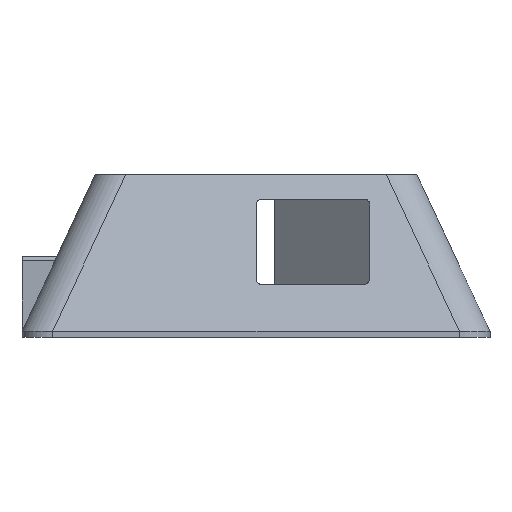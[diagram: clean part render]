
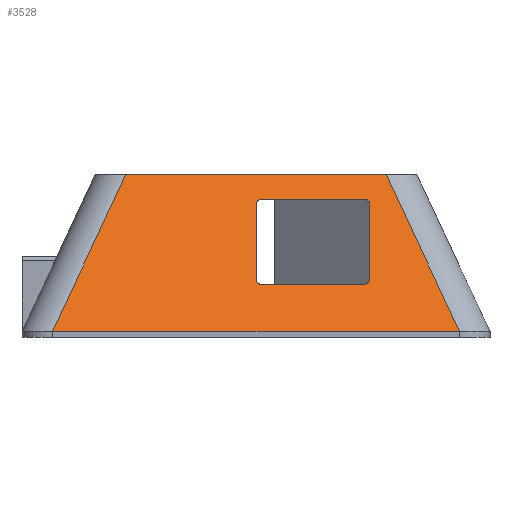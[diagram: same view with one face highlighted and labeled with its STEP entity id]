
A CAD part, left-side view. The second image highlights one B-rep face of the part: STEP entity #3528.
In plain terms, the highlighted free-form (B-spline) face has degree [1, 1] with [2, 2] control points.
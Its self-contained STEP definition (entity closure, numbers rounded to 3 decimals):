
#2124 = VERTEX_POINT('',#2125);
#2125 = CARTESIAN_POINT('',(-98.5,-50.,1.5));
#2132 = EDGE_CURVE('',#2124,#2133,#2135,.T.);
#2133 = VERTEX_POINT('',#2134);
#2134 = CARTESIAN_POINT('',(-98.5,50.,1.5));
#2135 = LINE('',#2136,#2137);
#2136 = CARTESIAN_POINT('',(-98.5,-50.,1.5));
#2137 = VECTOR('',#2138,1.);
#2138 = DIRECTION('',(0.,1.,0.));
#2500 = VERTEX_POINT('',#2501);
#2501 = CARTESIAN_POINT('',(-73.5,32.,40.));
#2508 = EDGE_CURVE('',#2133,#2500,#2509,.T.);
#2509 = B_SPLINE_CURVE_WITH_KNOTS('',1,(#2510,#2511),.UNSPECIFIED.,.F.,
  .F.,(2,2),(0.,1.),.PIECEWISE_BEZIER_KNOTS.);
#2510 = CARTESIAN_POINT('',(-98.5,50.,1.5));
#2511 = CARTESIAN_POINT('',(-73.5,32.,40.));
#2574 = VERTEX_POINT('',#2575);
#2575 = CARTESIAN_POINT('',(-73.5,-32.,40.));
#2584 = EDGE_CURVE('',#2574,#2500,#2585,.T.);
#2585 = LINE('',#2586,#2587);
#2586 = CARTESIAN_POINT('',(-73.5,-32.,40.));
#2587 = VECTOR('',#2588,1.);
#2588 = DIRECTION('',(0.,1.,0.));
#3503 = EDGE_CURVE('',#2124,#2574,#3504,.T.);
#3504 = B_SPLINE_CURVE_WITH_KNOTS('',1,(#3505,#3506),.UNSPECIFIED.,.F.,
  .F.,(2,2),(0.,1.),.PIECEWISE_BEZIER_KNOTS.);
#3505 = CARTESIAN_POINT('',(-98.5,-50.,1.5));
#3506 = CARTESIAN_POINT('',(-73.5,-32.,40.));
#3528 = ADVANCED_FACE('',(#3529,#3535),#3663,.F.);
#3529 = FACE_BOUND('',#3530,.F.);
#3530 = EDGE_LOOP('',(#3531,#3532,#3533,#3534));
#3531 = ORIENTED_EDGE('',*,*,#2132,.T.);
#3532 = ORIENTED_EDGE('',*,*,#2508,.T.);
#3533 = ORIENTED_EDGE('',*,*,#2584,.F.);
#3534 = ORIENTED_EDGE('',*,*,#3503,.F.);
#3535 = FACE_BOUND('',#3536,.F.);
#3536 = EDGE_LOOP('',(#3537,#3546,#3567,#3574,#3595,#3602,#3623,#3638,
    #3652));
#3537 = ORIENTED_EDGE('',*,*,#3538,.F.);
#3538 = EDGE_CURVE('',#3539,#3541,#3543,.T.);
#3539 = VERTEX_POINT('',#3540);
#3540 = CARTESIAN_POINT('',(-77.396,-1.5,34.));
#3541 = VERTEX_POINT('',#3542);
#3542 = CARTESIAN_POINT('',(-77.396,-26.5,34.));
#3543 = B_SPLINE_CURVE_WITH_KNOTS('',1,(#3544,#3545),.UNSPECIFIED.,.F.,
  .F.,(2,2),(0.,1.),.PIECEWISE_BEZIER_KNOTS.);
#3544 = CARTESIAN_POINT('',(-77.396,-1.5,34.));
#3545 = CARTESIAN_POINT('',(-77.396,-26.5,34.));
#3546 = ORIENTED_EDGE('',*,*,#3547,.T.);
#3547 = EDGE_CURVE('',#3539,#3548,#3550,.T.);
#3548 = VERTEX_POINT('',#3549);
#3549 = CARTESIAN_POINT('',(-78.37,0.,32.5));
#3550 = B_SPLINE_CURVE_WITH_KNOTS('',8,(#3551,#3552,#3553,#3554,#3555,
    #3556,#3557,#3558,#3559,#3560,#3561,#3562,#3563,#3564,#3565,#3566),
  .UNSPECIFIED.,.F.,.F.,(9,7,9),(0.,0.735,1.),.UNSPECIFIED.);
#3551 = CARTESIAN_POINT('',(-77.396,-1.5,34.));
#3552 = CARTESIAN_POINT('',(-77.396,-1.304,34.));
#3553 = CARTESIAN_POINT('',(-77.415,-1.109,
    33.971));
#3554 = CARTESIAN_POINT('',(-77.453,-0.916,
    33.913));
#3555 = CARTESIAN_POINT('',(-77.51,-0.73,
    33.824));
#3556 = CARTESIAN_POINT('',(-77.587,-0.554,
    33.706));
#3557 = CARTESIAN_POINT('',(-77.685,-0.395,
    33.555));
#3558 = CARTESIAN_POINT('',(-77.802,-0.26,
    33.375));
#3559 = CARTESIAN_POINT('',(-77.986,-0.119,
    33.092));
#3560 = CARTESIAN_POINT('',(-78.037,-0.086,
    33.014));
#3561 = CARTESIAN_POINT('',(-78.089,-0.058,
    32.932));
#3562 = CARTESIAN_POINT('',(-78.144,-0.035,
    32.849));
#3563 = CARTESIAN_POINT('',(-78.199,-0.018,
    32.763));
#3564 = CARTESIAN_POINT('',(-78.256,-0.006,
    32.676));
#3565 = CARTESIAN_POINT('',(-78.313,0.,32.588));
#3566 = CARTESIAN_POINT('',(-78.37,0.,32.5));
#3567 = ORIENTED_EDGE('',*,*,#3568,.F.);
#3568 = EDGE_CURVE('',#3569,#3548,#3571,.T.);
#3569 = VERTEX_POINT('',#3570);
#3570 = CARTESIAN_POINT('',(-90.058,0.,14.5)
  );
#3571 = B_SPLINE_CURVE_WITH_KNOTS('',1,(#3572,#3573),.UNSPECIFIED.,.F.,
  .F.,(2,2),(0.,1.),.PIECEWISE_BEZIER_KNOTS.);
#3572 = CARTESIAN_POINT('',(-90.058,0.,
    14.5));
#3573 = CARTESIAN_POINT('',(-78.37,0.,32.5));
#3574 = ORIENTED_EDGE('',*,*,#3575,.T.);
#3575 = EDGE_CURVE('',#3569,#3576,#3578,.T.);
#3576 = VERTEX_POINT('',#3577);
#3577 = CARTESIAN_POINT('',(-91.032,-1.5,13.));
#3578 = B_SPLINE_CURVE_WITH_KNOTS('',8,(#3579,#3580,#3581,#3582,#3583,
    #3584,#3585,#3586,#3587,#3588,#3589,#3590,#3591,#3592,#3593,#3594),
  .UNSPECIFIED.,.F.,.F.,(9,7,9),(0.,0.269,1.),.UNSPECIFIED.);
#3579 = CARTESIAN_POINT('',(-90.058,0.,
    14.5));
#3580 = CARTESIAN_POINT('',(-90.112,0.,
    14.417));
#3581 = CARTESIAN_POINT('',(-90.166,-0.005,
    14.335));
#3582 = CARTESIAN_POINT('',(-90.219,-0.016,
    14.252));
#3583 = CARTESIAN_POINT('',(-90.272,-0.031,
    14.171));
#3584 = CARTESIAN_POINT('',(-90.324,-0.052,
    14.091));
#3585 = CARTESIAN_POINT('',(-90.375,-0.077,
    14.013));
#3586 = CARTESIAN_POINT('',(-90.424,-0.107,
    13.937));
#3587 = CARTESIAN_POINT('',(-90.602,-0.236,
    13.663));
#3588 = CARTESIAN_POINT('',(-90.72,-0.362,
    13.481));
#3589 = CARTESIAN_POINT('',(-90.822,-0.516,
    13.324));
#3590 = CARTESIAN_POINT('',(-90.906,-0.692,
    13.195));
#3591 = CARTESIAN_POINT('',(-90.969,-0.884,
    13.098));
#3592 = CARTESIAN_POINT('',(-91.011,-1.086,
    13.033));
#3593 = CARTESIAN_POINT('',(-91.032,-1.293,13.));
#3594 = CARTESIAN_POINT('',(-91.032,-1.5,13.));
#3595 = ORIENTED_EDGE('',*,*,#3596,.T.);
#3596 = EDGE_CURVE('',#3576,#3597,#3599,.T.);
#3597 = VERTEX_POINT('',#3598);
#3598 = CARTESIAN_POINT('',(-91.032,-26.5,13.));
#3599 = B_SPLINE_CURVE_WITH_KNOTS('',1,(#3600,#3601),.UNSPECIFIED.,.F.,
  .F.,(2,2),(0.,1.),.PIECEWISE_BEZIER_KNOTS.);
#3600 = CARTESIAN_POINT('',(-91.032,-1.5,13.));
#3601 = CARTESIAN_POINT('',(-91.032,-26.5,13.));
#3602 = ORIENTED_EDGE('',*,*,#3603,.T.);
#3603 = EDGE_CURVE('',#3597,#3604,#3606,.T.);
#3604 = VERTEX_POINT('',#3605);
#3605 = CARTESIAN_POINT('',(-90.058,-28.,
    14.5));
#3606 = B_SPLINE_CURVE_WITH_KNOTS('',8,(#3607,#3608,#3609,#3610,#3611,
    #3612,#3613,#3614,#3615,#3616,#3617,#3618,#3619,#3620,#3621,#3622),
  .UNSPECIFIED.,.F.,.F.,(9,7,9),(0.,0.701,1.),.UNSPECIFIED.);
#3607 = CARTESIAN_POINT('',(-91.032,-26.5,13.));
#3608 = CARTESIAN_POINT('',(-91.032,-26.71,13.));
#3609 = CARTESIAN_POINT('',(-91.011,-26.915,
    13.034));
#3610 = CARTESIAN_POINT('',(-90.969,-27.111,
    13.098));
#3611 = CARTESIAN_POINT('',(-90.909,-27.293,
    13.191));
#3612 = CARTESIAN_POINT('',(-90.831,-27.46,
    13.31));
#3613 = CARTESIAN_POINT('',(-90.739,-27.606,
    13.452));
#3614 = CARTESIAN_POINT('',(-90.632,-27.729,
    13.616));
#3615 = CARTESIAN_POINT('',(-90.463,-27.867,
    13.877));
#3616 = CARTESIAN_POINT('',(-90.41,-27.904,
    13.958));
#3617 = CARTESIAN_POINT('',(-90.356,-27.935,
    14.042));
#3618 = CARTESIAN_POINT('',(-90.299,-27.96,
    14.13));
#3619 = CARTESIAN_POINT('',(-90.241,-27.98,
    14.22));
#3620 = CARTESIAN_POINT('',(-90.181,-27.993,
    14.312));
#3621 = CARTESIAN_POINT('',(-90.12,-28.,
    14.405));
#3622 = CARTESIAN_POINT('',(-90.058,-28.,
    14.5));
#3623 = ORIENTED_EDGE('',*,*,#3624,.T.);
#3624 = EDGE_CURVE('',#3604,#3625,#3627,.T.);
#3625 = VERTEX_POINT('',#3626);
#3626 = CARTESIAN_POINT('',(-78.37,-28.,32.5));
#3627 = B_SPLINE_CURVE_WITH_KNOTS('',5,(#3628,#3629,#3630,#3631,#3632,
    #3633,#3634,#3635,#3636,#3637),.UNSPECIFIED.,.F.,.F.,(6,4,6),(0.,
    0.495,1.),.UNSPECIFIED.);
#3628 = CARTESIAN_POINT('',(-90.058,-28.,14.5));
#3629 = CARTESIAN_POINT('',(-88.878,-28.,16.318));
#3630 = CARTESIAN_POINT('',(-87.702,-28.,18.129));
#3631 = CARTESIAN_POINT('',(-86.53,-28.,19.933));
#3632 = CARTESIAN_POINT('',(-85.365,-28.,21.728));
#3633 = CARTESIAN_POINT('',(-83.023,-28.,25.335));
#3634 = CARTESIAN_POINT('',(-81.846,-28.,27.147));
#3635 = CARTESIAN_POINT('',(-80.678,-28.,28.946));
#3636 = CARTESIAN_POINT('',(-79.519,-28.,30.731));
#3637 = CARTESIAN_POINT('',(-78.37,-28.,32.5));
#3638 = ORIENTED_EDGE('',*,*,#3639,.T.);
#3639 = EDGE_CURVE('',#3625,#3640,#3642,.T.);
#3640 = VERTEX_POINT('',#3641);
#3641 = CARTESIAN_POINT('',(-77.591,-27.4,
    33.7));
#3642 = B_SPLINE_CURVE_WITH_KNOTS('',8,(#3643,#3644,#3645,#3646,#3647,
    #3648,#3649,#3650,#3651),.UNSPECIFIED.,.F.,.F.,(9,9),(0.,1.),
  .PIECEWISE_BEZIER_KNOTS.);
#3643 = CARTESIAN_POINT('',(-78.37,-28.,32.5));
#3644 = CARTESIAN_POINT('',(-78.265,-28.,32.662));
#3645 = CARTESIAN_POINT('',(-78.154,-27.98,
    32.833));
#3646 = CARTESIAN_POINT('',(-78.041,-27.936,
    33.007));
#3647 = CARTESIAN_POINT('',(-77.931,-27.867,
    33.176));
#3648 = CARTESIAN_POINT('',(-77.828,-27.774,
    33.335));
#3649 = CARTESIAN_POINT('',(-77.735,-27.661,
    33.478));
#3650 = CARTESIAN_POINT('',(-77.656,-27.533,
    33.6));
#3651 = CARTESIAN_POINT('',(-77.591,-27.4,
    33.7));
#3652 = ORIENTED_EDGE('',*,*,#3653,.T.);
#3653 = EDGE_CURVE('',#3640,#3541,#3654,.T.);
#3654 = B_SPLINE_CURVE_WITH_KNOTS('',7,(#3655,#3656,#3657,#3658,#3659,
    #3660,#3661,#3662),.UNSPECIFIED.,.F.,.F.,(8,8),(0.,1.),
  .PIECEWISE_BEZIER_KNOTS.);
#3655 = CARTESIAN_POINT('',(-77.591,-27.4,
    33.7));
#3656 = CARTESIAN_POINT('',(-77.532,-27.278,
    33.791));
#3657 = CARTESIAN_POINT('',(-77.484,-27.15,
    33.865));
#3658 = CARTESIAN_POINT('',(-77.447,-27.019,
    33.921));
#3659 = CARTESIAN_POINT('',(-77.421,-26.887,
    33.962));
#3660 = CARTESIAN_POINT('',(-77.404,-26.756,
    33.988));
#3661 = CARTESIAN_POINT('',(-77.396,-26.627,34.));
#3662 = CARTESIAN_POINT('',(-77.396,-26.5,34.));
#3663 = B_SPLINE_SURFACE_WITH_KNOTS('',1,1,(
    (#3664,#3665)
    ,(#3666,#3667
    )),.UNSPECIFIED.,.F.,.F.,.F.,(2,2),(2,2),(0.,100.),(0.,1.),
  .PIECEWISE_BEZIER_KNOTS.);
#3664 = CARTESIAN_POINT('',(-98.5,-50.,1.5));
#3665 = CARTESIAN_POINT('',(-73.5,-32.,40.));
#3666 = CARTESIAN_POINT('',(-98.5,50.,1.5));
#3667 = CARTESIAN_POINT('',(-73.5,32.,40.));
